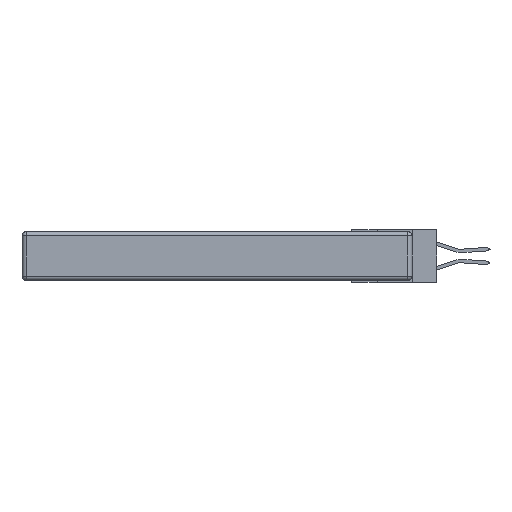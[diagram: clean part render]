
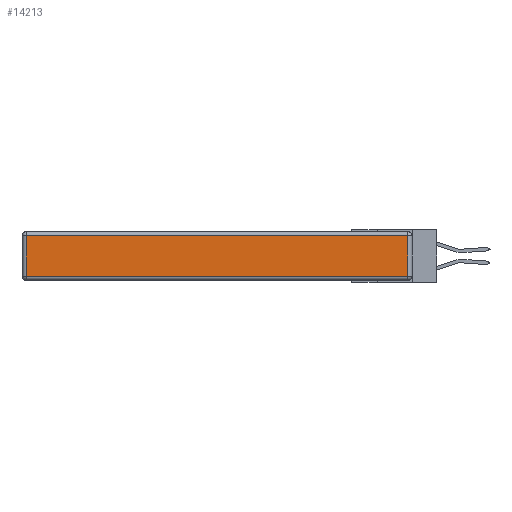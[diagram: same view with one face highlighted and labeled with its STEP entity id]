
A CAD part, left-side view. The second image highlights one B-rep face of the part: STEP entity #14213.
In plain terms, the highlighted planar face has unit normal (-1, 0, 0).
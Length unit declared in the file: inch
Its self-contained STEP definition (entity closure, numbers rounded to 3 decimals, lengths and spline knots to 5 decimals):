
#249 = EDGE_LOOP ( 'NONE', ( #14961, #4725, #3260, #14681 ) ) ;
#663 = VERTEX_POINT ( 'NONE', #8312 ) ;
#840 = LINE ( 'NONE', #12686, #2103 ) ;
#1508 = VERTEX_POINT ( 'NONE', #6801 ) ;
#1566 = LINE ( 'NONE', #16489, #8070 ) ;
#1686 = CARTESIAN_POINT ( 'NONE',  ( 0., 0.03, -0.343 ) ) ;
#1986 = CARTESIAN_POINT ( 'NONE',  ( 0., 2.72, -0.313 ) ) ;
#2103 = VECTOR ( 'NONE', #13890, 39.37008 ) ;
#2926 = VECTOR ( 'NONE', #10738, 39.37008 ) ;
#3117 = LINE ( 'NONE', #10874, #2926 ) ;
#3159 = DIRECTION ( 'NONE',  ( 0., 0., 1. ) ) ;
#3260 = ORIENTED_EDGE ( 'NONE', *, *, #6616, .T. ) ;
#4575 = CARTESIAN_POINT ( 'NONE',  ( 0., 0.03, -0.313 ) ) ;
#4586 = EDGE_CURVE ( 'NONE', #16598, #13008, #3117, .T. ) ;
#4725 = ORIENTED_EDGE ( 'NONE', *, *, #15465, .T. ) ;
#5093 = FACE_OUTER_BOUND ( 'NONE', #249, .T. ) ;
#6027 = PLANE ( 'NONE',  #12455 ) ;
#6616 = EDGE_CURVE ( 'NONE', #1508, #663, #840, .T. ) ;
#6801 = CARTESIAN_POINT ( 'NONE',  ( 0., 0.03, -0.03 ) ) ;
#7395 = EDGE_CURVE ( 'NONE', #663, #16598, #1566, .T. ) ;
#8070 = VECTOR ( 'NONE', #8684, 39.37008 ) ;
#8312 = CARTESIAN_POINT ( 'NONE',  ( 0., 2.72, -0.03 ) ) ;
#8443 = CARTESIAN_POINT ( 'NONE',  ( 0., 0., -0.343 ) ) ;
#8684 = DIRECTION ( 'NONE',  ( 0., 0., -1. ) ) ;
#10738 = DIRECTION ( 'NONE',  ( 0., -1., 0. ) ) ;
#10799 = VECTOR ( 'NONE', #3159, 39.37008 ) ;
#10874 = CARTESIAN_POINT ( 'NONE',  ( 0., 0., -0.313 ) ) ;
#12018 = LINE ( 'NONE', #1686, #10799 ) ;
#12455 = AXIS2_PLACEMENT_3D ( 'NONE', #8443, #12471, #13803 ) ;
#12471 = DIRECTION ( 'NONE',  ( -1., 0., 0. ) ) ;
#12686 = CARTESIAN_POINT ( 'NONE',  ( 0., 2.75, -0.03 ) ) ;
#13008 = VERTEX_POINT ( 'NONE', #4575 ) ;
#13803 = DIRECTION ( 'NONE',  ( 0., 0., 1. ) ) ;
#13890 = DIRECTION ( 'NONE',  ( 0., 1., 0. ) ) ;
#14213 = ADVANCED_FACE ( 'NONE', ( #5093 ), #6027, .T. ) ;
#14681 = ORIENTED_EDGE ( 'NONE', *, *, #7395, .T. ) ;
#14961 = ORIENTED_EDGE ( 'NONE', *, *, #4586, .T. ) ;
#15465 = EDGE_CURVE ( 'NONE', #13008, #1508, #12018, .T. ) ;
#16489 = CARTESIAN_POINT ( 'NONE',  ( 0., 2.72, -0.343 ) ) ;
#16598 = VERTEX_POINT ( 'NONE', #1986 ) ;
